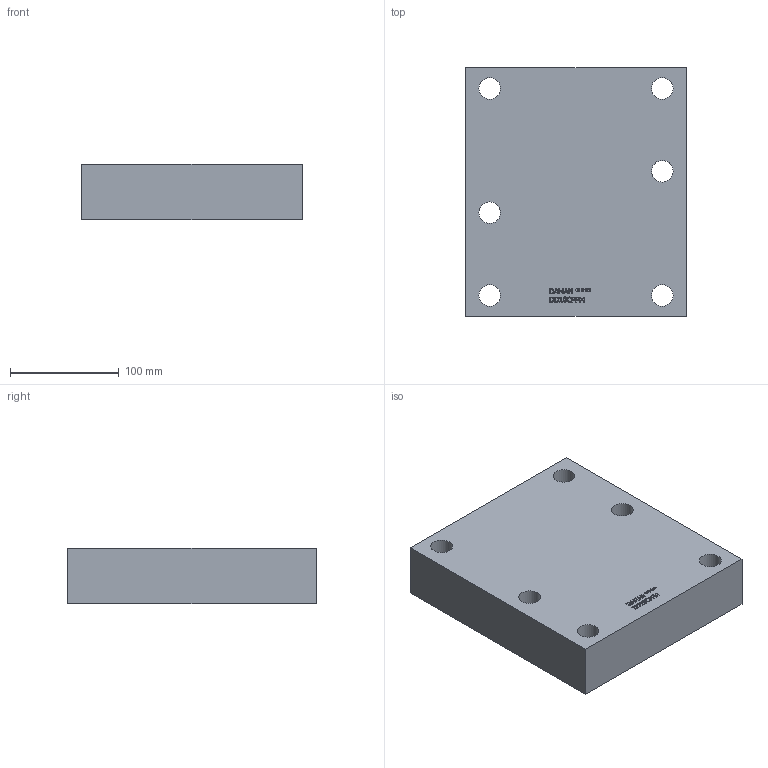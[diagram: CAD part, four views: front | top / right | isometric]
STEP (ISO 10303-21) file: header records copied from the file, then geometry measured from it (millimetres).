
FILE_DESCRIPTION(/* description */ (''),/* implementation_level */ '2;1');
FILE_NAME(/* name */ '_D10CPPM.stp',/* time_stamp */ '2021-02-26T14:43:00-05:00',/* author */ ('alexanderw'),/* organization */ (''),/* preprocessor_version */ 'ST-DEVELOPER v17',/* originating_system */ 'Autodesk Inventor 2019',/* authorisation */ '');
FILE_SCHEMA (('AUTOMOTIVE_DESIGN { 1 0 10303 214 3 1 1 }'));
Length unit declared in the file: millimetre
Products named in the file (1): Part_DD10CPPM_3D
Bounding box: 203.2 x 228.6 x 50.8 mm (x, y, z)
Volume: 2244543.1 mm3; surface area: 154571.7 mm2
Topology: 1 solids, 1 shells, 302 faces, 828 edges, 559 vertices
Faces by surface type: plane 215, bspline 69, cylinder 15, cone 3
Full cylindrical faces by diameter (mm): 6.35 x3, 19.837 x6, 25.4 x2, 44.45 x4
Entity records: 10181 total; most frequent: CARTESIAN_POINT 2584, ORIENTED_EDGE 1650, DIRECTION 1209, EDGE_CURVE 825, LINE 633, VECTOR 633, VERTEX_POINT 559, EDGE_LOOP 348
